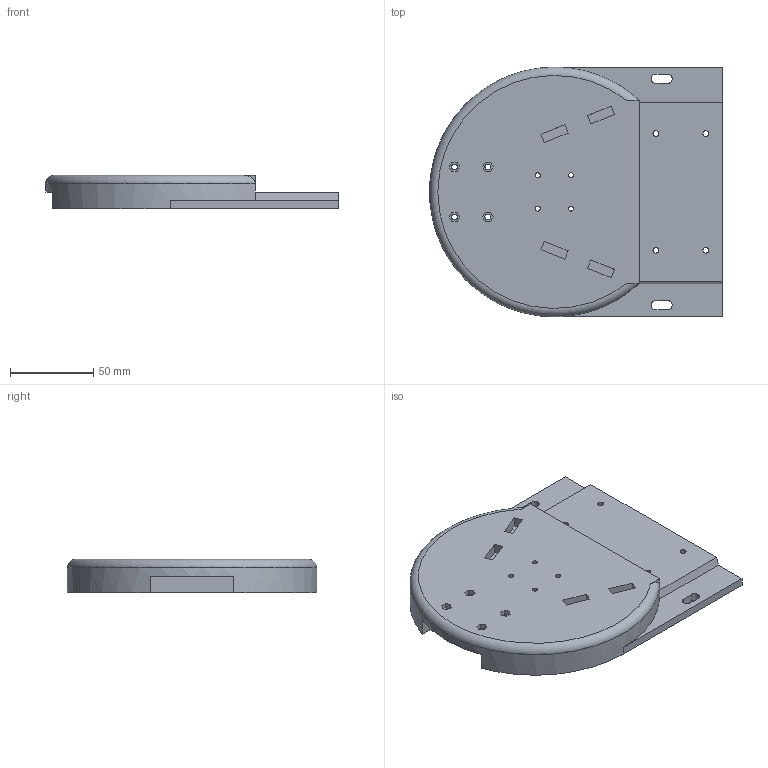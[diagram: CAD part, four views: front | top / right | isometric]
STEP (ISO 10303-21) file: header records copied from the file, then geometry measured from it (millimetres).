
FILE_DESCRIPTION(/* description */ ('','CAx-IF Rec.Pracs.---Representation and Presentation of Product Manufacturing Information (PMI)---4.0---2014-10-13'),/* implementation_level */ '2;1');
FILE_NAME(/* name */ '6_Axis_0base.step',/* time_stamp */ '2024-12-27T13:58:27+09:00',/* author */ (''),/* organization */ (''),/* preprocessor_version */ 'ST-DEVELOPER v20',/* originating_system */ 'Autodesk Translation Framework v13.20.0.188',/* authorisation */ '');
FILE_SCHEMA (('AP242_MANAGED_MODEL_BASED_3D_ENGINEERING_MIM_LF { 1 0 10303 442 1 1 4 }'));
Length unit declared in the file: millimetre
Products named in the file (1): 6_Axis_0base
Bounding box: 175.99 x 150 x 20 mm (x, y, z)
Volume: 353580.2 mm3; surface area: 61297.4 mm2
Topology: 1 solids, 1 shells, 103 faces, 251 edges, 166 vertices
Faces by surface type: plane 77, cylinder 25, torus 1
Full cylindrical faces by diameter (mm): 3 x4, 3.5 x8, 5 x4, 6 x4
Entity records: 3127 total; most frequent: CARTESIAN_POINT 555, DIRECTION 512, ORIENTED_EDGE 502, EDGE_CURVE 251, LINE 194, VECTOR 194, VERTEX_POINT 166, AXIS2_PLACEMENT_3D 159
